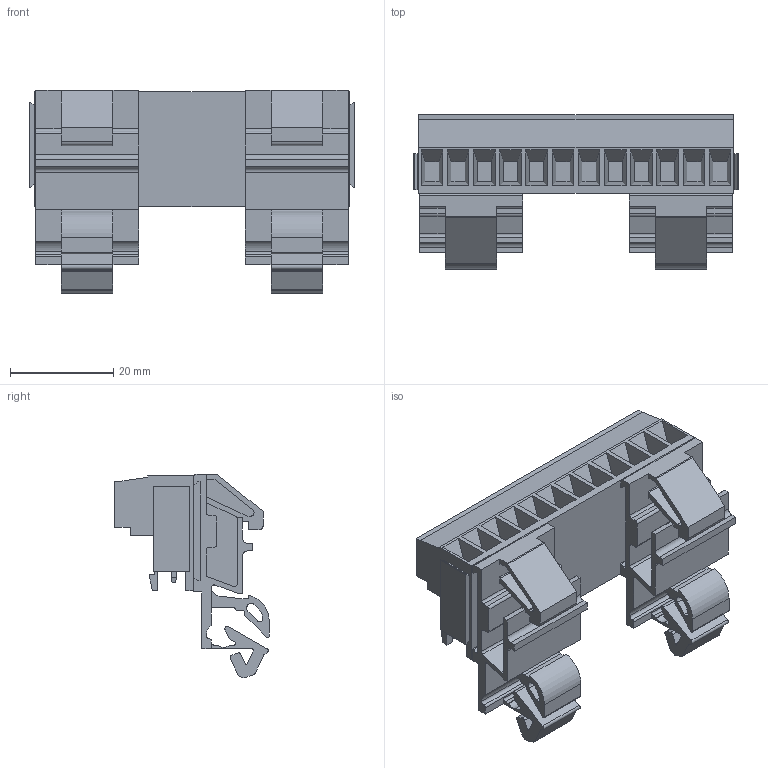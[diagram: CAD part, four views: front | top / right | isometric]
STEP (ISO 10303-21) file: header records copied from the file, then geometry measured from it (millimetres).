
FILE_DESCRIPTION(('CATIA V5 STEP Exchange','CAx-IF Rec.Pracs.--- Model Styling and Organization---1.2---2011-12-15'),'2;1');
FILE_NAME ('D1457436_0_1846090000_1846090000.stp','2018-11-24T07:01:21+00:00',('none'),('Weidmueller'),'CATIA Version 5-6 Release 2014','CATIA V5 STEP AP214','none');
FILE_SCHEMA(('AUTOMOTIVE_DESIGN { 1 0 10303 214 1 1 1 1 }'));
Length unit declared in the file: millimetre
Products named in the file (1): 1846090000
Bounding box: 62.96 x 29.95 x 39.4 mm (x, y, z)
Volume: 17495.4 mm3; surface area: 15301.5 mm2
Topology: 13 solids, 13 shells, 680 faces, 1908 edges, 1256 vertices
Faces by surface type: plane 524, cylinder 156
Entity records: 19693 total; most frequent: ORIENTED_EDGE 3816, CARTESIAN_POINT 3572, DIRECTION 2530, EDGE_CURVE 1908, VECTOR 1492, LINE 1492, VERTEX_POINT 1256, EDGE_LOOP 710
